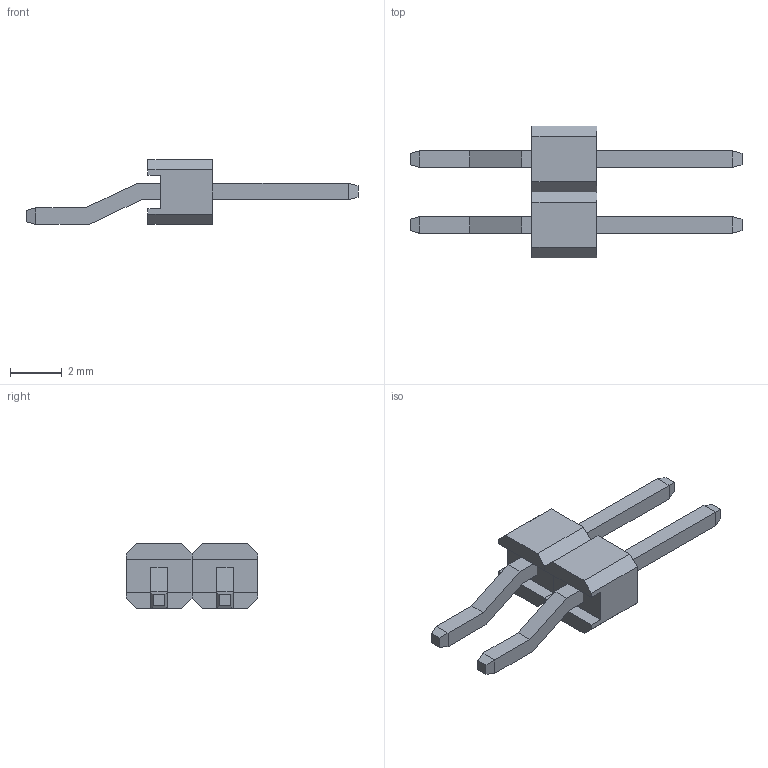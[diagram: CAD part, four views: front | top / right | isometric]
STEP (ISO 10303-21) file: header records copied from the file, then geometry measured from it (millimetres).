
FILE_DESCRIPTION(/* description */ (''),/* implementation_level */ '2;1');
FILE_NAME(/* name */ 'PinHeader_1x2_Male_RA_2.54mm.step',/* time_stamp */ '2025-10-17T18:12:35+05:30',/* author */ (''),/* organization */ (''),/* preprocessor_version */ 'ST-DEVELOPER v20.1',/* originating_system */ 'Autodesk Translation Framework v14.17.0.0',/* authorisation */ '');
FILE_SCHEMA (('AUTOMOTIVE_DESIGN { 1 0 10303 214 3 1 1 }'));
Length unit declared in the file: millimetre
Products named in the file (1): 2025-10-16-17-28-49-516
Bounding box: 12.8 x 5.08 x 2.5 mm (x, y, z)
Volume: 37.3 mm3; surface area: 139.2 mm2
Topology: 4 solids, 4 shells, 64 faces, 152 edges, 96 vertices
Faces by surface type: plane 64
Entity records: 1832 total; most frequent: CARTESIAN_POINT 313, ORIENTED_EDGE 304, DIRECTION 282, LINE 152, VECTOR 152, EDGE_CURVE 152, VERTEX_POINT 96, AXIS2_PLACEMENT_3D 65
